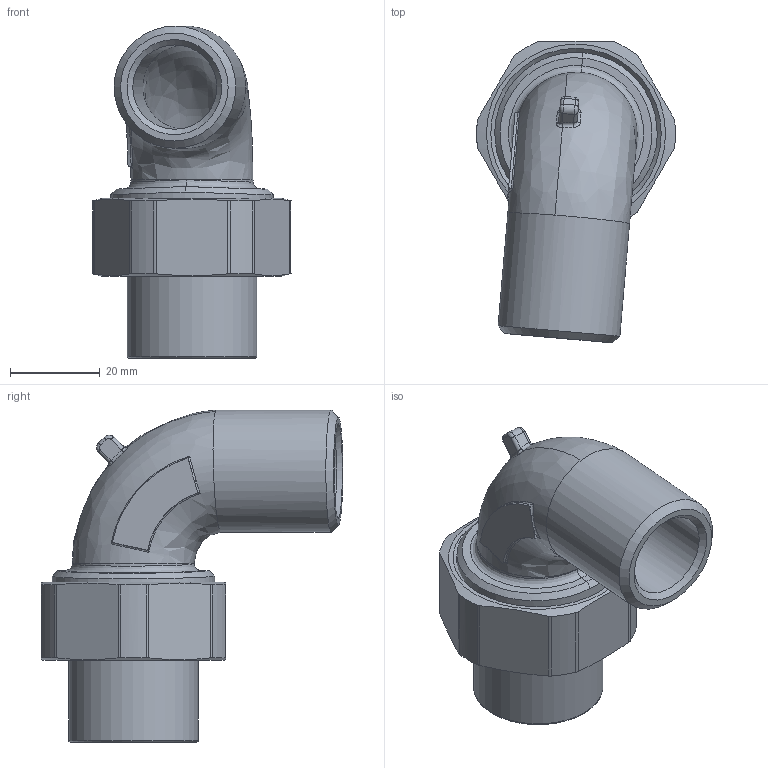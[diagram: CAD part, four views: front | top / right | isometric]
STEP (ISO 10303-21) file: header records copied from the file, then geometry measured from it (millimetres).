
FILE_DESCRIPTION(/* description */ (''),/* implementation_level */ '2;1');
FILE_NAME(/* name */ 'GUML-2M.stp',/* time_stamp */ '2020-04-03T07:22:38-05:00',/* author */ ('nsantoro'),/* organization */ (''),/* preprocessor_version */ 'ST-DEVELOPER v18',/* originating_system */ 'Autodesk Inventor 2020',/* authorisation */ '');
FILE_SCHEMA (('AUTOMOTIVE_DESIGN { 1 0 10303 214 3 1 1 }'));
Length unit declared in the file: inch
Products named in the file (4): Assembly1; GUML-2M; UNC75; UNR75
Assembly tree (3 placements, depth 2):
  Assembly1
    GUML-2M
    UNC75
    UNR75
Bounding box: 44.45 x 67.42 x 74.19 mm (x, y, z)
Volume: 43132.9 mm3; surface area: 22908.7 mm2
Topology: 3 solids, 3 shells, 155 faces, 399 edges, 261 vertices
Faces by surface type: cylinder 39, plane 34, cone 34, bspline 27, torus 21
Full cylindrical faces by diameter (mm): 18.847 x2, 20.241 x1, 23.139 x1, 27.305 x2, 28.956 x1, 29.766 x1, 33.782 x1, 35.128 x1, 36.309 x1
Entity records: 6005 total; most frequent: CARTESIAN_POINT 2107, DIRECTION 831, ORIENTED_EDGE 798, EDGE_CURVE 399, AXIS2_PLACEMENT_3D 367, VERTEX_POINT 261, CIRCLE 208, EDGE_LOOP 172
